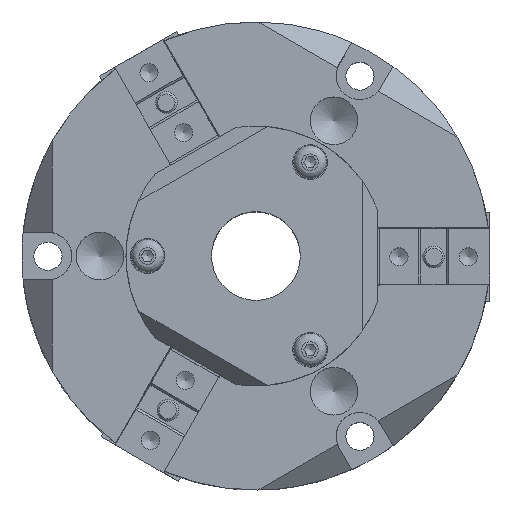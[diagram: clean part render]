
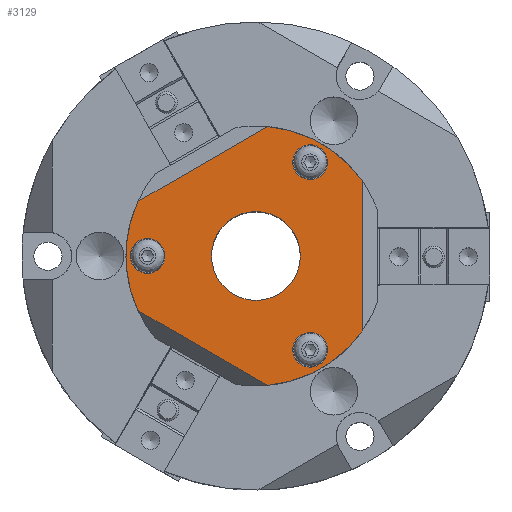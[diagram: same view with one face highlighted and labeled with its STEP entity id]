
A CAD part, top view. The second image highlights one B-rep face of the part: STEP entity #3129.
In plain terms, the highlighted planar face has unit normal (0, 0, 1).
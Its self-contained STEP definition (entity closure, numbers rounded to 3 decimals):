
#246=LINE('',#5417,#476);
#252=LINE('',#5440,#482);
#256=LINE('',#5455,#486);
#476=VECTOR('',#4374,10.);
#482=VECTOR('',#4396,10.);
#486=VECTOR('',#4412,10.);
#635=PLANE('',#3591);
#728=FACE_BOUND('',#1181,.T.);
#729=FACE_BOUND('',#1182,.T.);
#730=FACE_BOUND('',#1183,.T.);
#731=FACE_BOUND('',#1184,.T.);
#937=FACE_OUTER_BOUND('',#1180,.T.);
#1180=EDGE_LOOP('',(#2749,#2750,#2751,#2752,#2753,#2754));
#1181=EDGE_LOOP('',(#2755));
#1182=EDGE_LOOP('',(#2756));
#1183=EDGE_LOOP('',(#2757));
#1184=EDGE_LOOP('',(#2758));
#1382=CIRCLE('',#3559,4.);
#1386=CIRCLE('',#3566,4.);
#1390=CIRCLE('',#3573,4.);
#1393=CIRCLE('',#3582,30.);
#1394=CIRCLE('',#3588,30.);
#1396=CIRCLE('',#3592,30.);
#1397=CIRCLE('',#3593,10.25);
#1626=VERTEX_POINT('',#5385);
#1630=VERTEX_POINT('',#5396);
#1634=VERTEX_POINT('',#5407);
#1637=VERTEX_POINT('',#5414);
#1638=VERTEX_POINT('',#5416);
#1643=VERTEX_POINT('',#5428);
#1646=VERTEX_POINT('',#5437);
#1647=VERTEX_POINT('',#5439);
#1649=VERTEX_POINT('',#5445);
#1653=VERTEX_POINT('',#5457);
#2010=EDGE_CURVE('',#1626,#1626,#1382,.T.);
#2014=EDGE_CURVE('',#1630,#1630,#1386,.T.);
#2018=EDGE_CURVE('',#1634,#1634,#1390,.T.);
#2021=EDGE_CURVE('',#1637,#1638,#246,.T.);
#2028=EDGE_CURVE('',#1637,#1643,#1393,.T.);
#2032=EDGE_CURVE('',#1646,#1647,#252,.T.);
#2035=EDGE_CURVE('',#1649,#1647,#1394,.T.);
#2040=EDGE_CURVE('',#1649,#1643,#256,.T.);
#2041=EDGE_CURVE('',#1646,#1638,#1396,.T.);
#2042=EDGE_CURVE('',#1653,#1653,#1397,.T.);
#2749=ORIENTED_EDGE('',*,*,#2021,.F.);
#2750=ORIENTED_EDGE('',*,*,#2028,.T.);
#2751=ORIENTED_EDGE('',*,*,#2040,.F.);
#2752=ORIENTED_EDGE('',*,*,#2035,.T.);
#2753=ORIENTED_EDGE('',*,*,#2032,.F.);
#2754=ORIENTED_EDGE('',*,*,#2041,.T.);
#2755=ORIENTED_EDGE('',*,*,#2010,.T.);
#2756=ORIENTED_EDGE('',*,*,#2014,.T.);
#2757=ORIENTED_EDGE('',*,*,#2018,.T.);
#2758=ORIENTED_EDGE('',*,*,#2042,.T.);
#3129=ADVANCED_FACE('',(#937,#728,#729,#730,#731),#635,.T.);
#3559=AXIS2_PLACEMENT_3D('',#5386,#4336,#4337);
#3566=AXIS2_PLACEMENT_3D('',#5397,#4350,#4351);
#3573=AXIS2_PLACEMENT_3D('',#5408,#4364,#4365);
#3582=AXIS2_PLACEMENT_3D('',#5430,#4386,#4387);
#3588=AXIS2_PLACEMENT_3D('',#5446,#4402,#4403);
#3591=AXIS2_PLACEMENT_3D('',#5454,#4410,#4411);
#3592=AXIS2_PLACEMENT_3D('',#5456,#4413,#4414);
#3593=AXIS2_PLACEMENT_3D('',#5458,#4415,#4416);
#4336=DIRECTION('center_axis',(0.,0.,-1.));
#4337=DIRECTION('ref_axis',(1.,0.,0.));
#4350=DIRECTION('center_axis',(0.,0.,-1.));
#4351=DIRECTION('ref_axis',(1.,0.,0.));
#4364=DIRECTION('center_axis',(0.,0.,-1.));
#4365=DIRECTION('ref_axis',(1.,0.,0.));
#4374=DIRECTION('',(0.,-1.,0.));
#4386=DIRECTION('center_axis',(0.,0.,1.));
#4387=DIRECTION('ref_axis',(0.933,0.359,0.));
#4396=DIRECTION('',(-0.866,0.5,0.));
#4402=DIRECTION('center_axis',(0.,0.,1.));
#4403=DIRECTION('ref_axis',(-0.778,0.629,0.));
#4410=DIRECTION('center_axis',(0.,0.,1.));
#4411=DIRECTION('ref_axis',(1.,0.,0.));
#4412=DIRECTION('',(0.866,0.5,0.));
#4413=DIRECTION('center_axis',(0.,0.,1.));
#4414=DIRECTION('ref_axis',(-0.156,-0.988,0.));
#4415=DIRECTION('center_axis',(0.,0.,-1.));
#4416=DIRECTION('ref_axis',(-1.,0.,0.));
#5385=CARTESIAN_POINT('',(16.5,21.65,4.));
#5386=CARTESIAN_POINT('Origin',(12.5,21.65,4.));
#5396=CARTESIAN_POINT('',(-21.,0.,4.));
#5397=CARTESIAN_POINT('Origin',(-25.,0.,4.));
#5407=CARTESIAN_POINT('',(16.5,-21.65,4.));
#5408=CARTESIAN_POINT('Origin',(12.5,-21.65,4.));
#5414=CARTESIAN_POINT('',(24.5,17.313,4.));
#5416=CARTESIAN_POINT('',(24.5,-17.313,4.));
#5417=CARTESIAN_POINT('',(24.5,-5.385,4.));
#5428=CARTESIAN_POINT('',(2.744,29.874,4.));
#5430=CARTESIAN_POINT('Origin',(0.,0.,4.));
#5437=CARTESIAN_POINT('',(2.744,-29.874,4.));
#5439=CARTESIAN_POINT('',(-27.244,-12.561,4.));
#5440=CARTESIAN_POINT('',(-16.914,-18.525,4.));
#5445=CARTESIAN_POINT('',(-27.244,12.561,4.));
#5446=CARTESIAN_POINT('Origin',(0.,0.,4.));
#5454=CARTESIAN_POINT('Origin',(0.,0.,
4.));
#5455=CARTESIAN_POINT('',(-7.586,23.91,4.));
#5456=CARTESIAN_POINT('Origin',(0.,0.,4.));
#5457=CARTESIAN_POINT('',(10.25,0.,4.));
#5458=CARTESIAN_POINT('Origin',(0.,0.,4.));
